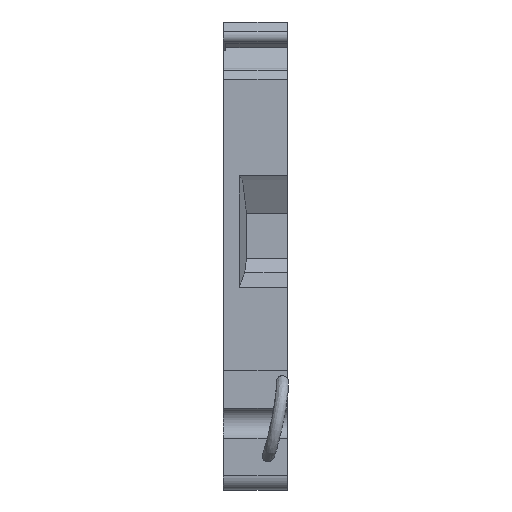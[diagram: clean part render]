
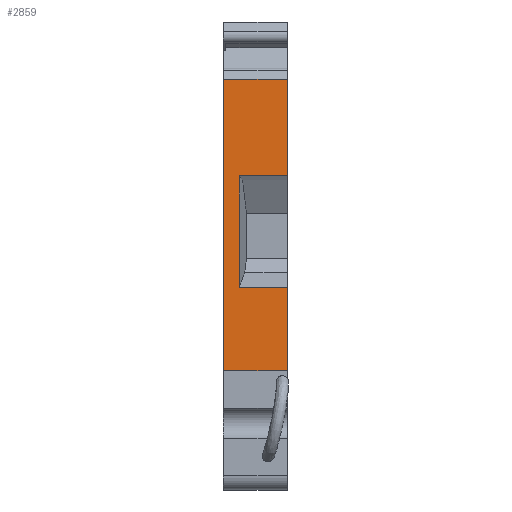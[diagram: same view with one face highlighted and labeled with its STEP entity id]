
A CAD part, left-side view. The second image highlights one B-rep face of the part: STEP entity #2859.
In plain terms, the highlighted planar face has unit normal (-1, 0, 0).
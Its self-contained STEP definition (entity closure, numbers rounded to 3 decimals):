
#283=ORIENTED_EDGE('',*,*,#784,.T.);
#284=ORIENTED_EDGE('',*,*,#818,.T.);
#285=ORIENTED_EDGE('',*,*,#819,.F.);
#286=ORIENTED_EDGE('',*,*,#820,.F.);
#287=ORIENTED_EDGE('',*,*,#711,.F.);
#288=ORIENTED_EDGE('',*,*,#748,.T.);
#289=ORIENTED_EDGE('',*,*,#821,.F.);
#290=ORIENTED_EDGE('',*,*,#817,.F.);
#711=EDGE_CURVE('',#1008,#1009,#1208,.F.);
#748=EDGE_CURVE('',#1008,#1037,#1242,.T.);
#784=EDGE_CURVE('',#1067,#1066,#1272,.T.);
#817=EDGE_CURVE('',#1067,#1083,#1298,.T.);
#818=EDGE_CURVE('',#1066,#1084,#1299,.T.);
#819=EDGE_CURVE('',#1085,#1084,#1300,.T.);
#820=EDGE_CURVE('',#1009,#1085,#1301,.T.);
#821=EDGE_CURVE('',#1083,#1037,#1302,.T.);
#1008=VERTEX_POINT('',#3706);
#1009=VERTEX_POINT('',#3708);
#1037=VERTEX_POINT('',#3785);
#1066=VERTEX_POINT('',#3854);
#1067=VERTEX_POINT('',#3856);
#1083=VERTEX_POINT('',#3917);
#1084=VERTEX_POINT('',#3921);
#1085=VERTEX_POINT('',#3923);
#1208=LINE('',#3707,#1457);
#1242=LINE('',#3784,#1491);
#1272=LINE('',#3855,#1521);
#1298=LINE('',#3918,#1547);
#1299=LINE('',#3920,#1548);
#1300=LINE('',#3922,#1549);
#1301=LINE('',#3924,#1550);
#1302=LINE('',#3925,#1551);
#1457=VECTOR('',#3135,1000.);
#1491=VECTOR('',#3199,1000.);
#1521=VECTOR('',#3251,1000.);
#1547=VECTOR('',#3317,1000.);
#1548=VECTOR('',#3320,1000.);
#1549=VECTOR('',#3321,1000.);
#1550=VECTOR('',#3322,1000.);
#1551=VECTOR('',#3323,1000.);
#1716=EDGE_LOOP('',(#283,#284,#285,#286,#287,#288,#289,#290));
#1841=FACE_BOUND('',#1716,.T.);
#1961=PLANE('',#2993);
#2859=ADVANCED_FACE('',(#1841),#1961,.T.);
#2993=AXIS2_PLACEMENT_3D('',#3919,#3318,#3319);
#3135=DIRECTION('',(0.,0.,1.));
#3199=DIRECTION('',(0.,-1.,0.));
#3251=DIRECTION('',(0.,0.,-1.));
#3317=DIRECTION('',(0.,-1.,0.));
#3318=DIRECTION('',(-1.,0.,0.));
#3319=DIRECTION('',(0.,0.,1.));
#3320=DIRECTION('',(0.,-1.,0.));
#3321=DIRECTION('',(0.,0.,-1.));
#3322=DIRECTION('',(0.,-1.,0.));
#3323=DIRECTION('',(0.,0.,-1.));
#3706=CARTESIAN_POINT('',(-20.,5.065,8.393));
#3707=CARTESIAN_POINT('',(-20.,5.065,24.5));
#3708=CARTESIAN_POINT('',(-20.,5.065,-3.333));
#3784=CARTESIAN_POINT('',(-20.,5.1,8.393));
#3785=CARTESIAN_POINT('',(-20.,0.,8.393));
#3854=CARTESIAN_POINT('',(-20.,6.7,-12.));
#3855=CARTESIAN_POINT('',(-20.,6.7,24.5));
#3856=CARTESIAN_POINT('',(-20.,6.7,18.501));
#3917=CARTESIAN_POINT('',(-20.,0.,18.501));
#3918=CARTESIAN_POINT('',(-20.,6.7,18.501));
#3919=CARTESIAN_POINT('',(-20.,6.7,24.5));
#3920=CARTESIAN_POINT('',(-20.,6.7,-12.));
#3921=CARTESIAN_POINT('',(-20.,0.,-12.));
#3922=CARTESIAN_POINT('',(-20.,0.,24.5));
#3923=CARTESIAN_POINT('',(-20.,0.,-3.333));
#3924=CARTESIAN_POINT('',(-20.,5.1,-3.333));
#3925=CARTESIAN_POINT('',(-20.,0.,24.5));
